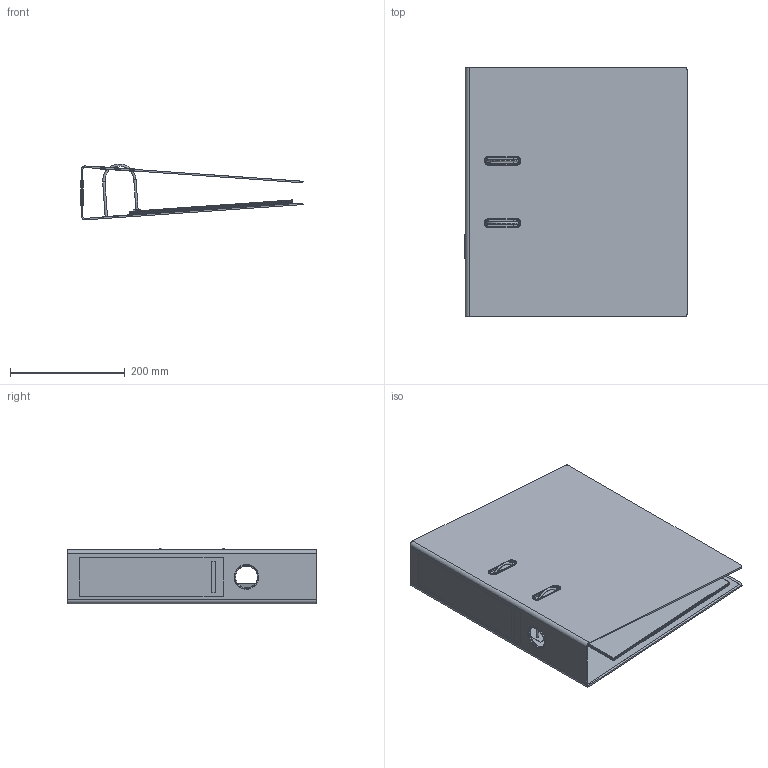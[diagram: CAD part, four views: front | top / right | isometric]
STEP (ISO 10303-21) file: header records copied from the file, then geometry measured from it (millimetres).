
FILE_DESCRIPTION(('FreeCAD Model'),'2;1');
FILE_NAME('Open CASCADE Shape Model','2025-05-01T01:59:29',('FreeCAD'),( 'FreeCAD'),'Open CASCADE STEP processor 7.6','FreeCAD','Unknown');
FILE_SCHEMA(('AUTOMOTIVE_DESIGN { 1 0 10303 214 1 1 1 1 }'));
Length unit declared in the file: millimetre
Products named in the file (1): Open CASCADE STEP translator 7.6 1
Bounding box: 387.5 x 434.32 x 97.24 mm (x, y, z)
Volume: 1440754.6 mm3; surface area: 7680889.8 mm2
Topology: 38 solids, 38 shells, 484 faces, 1148 edges, 744 vertices
Faces by surface type: bspline 484
Entity records: 14320 total; most frequent: CARTESIAN_POINT 7345, ORIENTED_EDGE 2296, EDGE_CURVE 1148, VERTEX_POINT 744, B_SPLINE_CURVE_WITH_KNOTS 704, FACE_BOUND 624, EDGE_LOOP 624, ADVANCED_FACE 484
